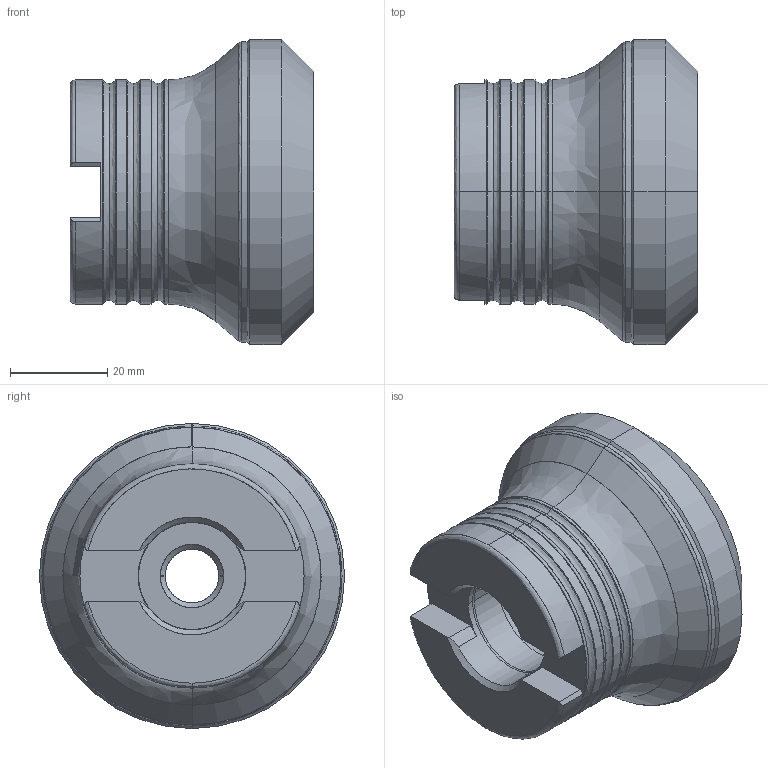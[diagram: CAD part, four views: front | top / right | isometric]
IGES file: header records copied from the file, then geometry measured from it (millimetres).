
Start section: SolidWorks IGES file using analytic representation for surfaces
Global section: file name: 45PP-050-558-4.IGS; native system: SolidWorks 2009; preprocessor: SolidWorks 2009; author: phk; date: 100319.113850; units: millimetre
Bounding box: 50 x 62.64 x 62.64 mm (x, y, z)
Surface area: 15487.6 mm2 (no closed solid volume)
Topology: 0 solids, 0 shells, 94 faces, 1003 edges, 1003 vertices
Faces by surface type: bspline 52, revolution 42
